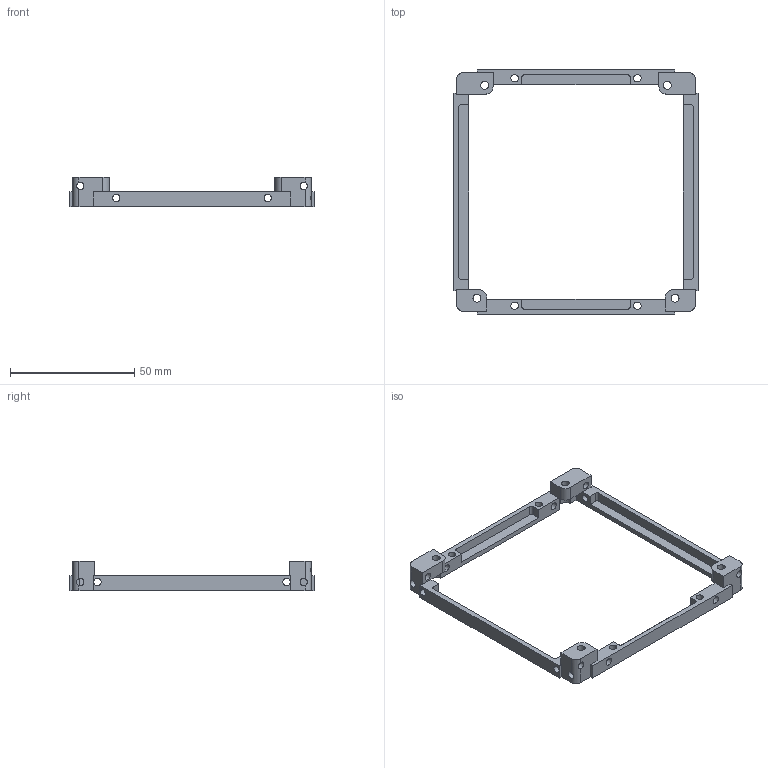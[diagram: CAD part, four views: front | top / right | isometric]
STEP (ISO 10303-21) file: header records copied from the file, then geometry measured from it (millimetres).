
FILE_DESCRIPTION(('STEP AP242'), '1');
FILE_NAME('櫻蠉錪 懤蠉錭', '', ('UNSPECIFIED'), ('UNSPECIFIED'), 'C3D Converter', 'C3D Toolkit', '');
FILE_SCHEMA(('AP242_MANAGED_MODEL_BASED_3D_ENGINEERING_MIM_LF { 1 0 10303 442 1 1 4 }'));
Length unit declared in the file: millimetre
Bounding box: 98.4 x 98.4 x 11.7 mm (x, y, z)
Volume: 10131.9 mm3; surface area: 11256.3 mm2
Topology: 1 solids, 1 shells, 127 faces, 400 edges, 264 vertices
Faces by surface type: plane 77, cylinder 50
Full cylindrical faces by diameter (mm): 3 x20, 3.2 x4
Entity records: 5579 total; most frequent: CARTESIAN_POINT 1941, ORIENTED_EDGE 752, DIRECTION 712, EDGE_CURVE 376, VERTEX_POINT 264, LINE 248, VECTOR 248, AXIS2_PLACEMENT_3D 232
